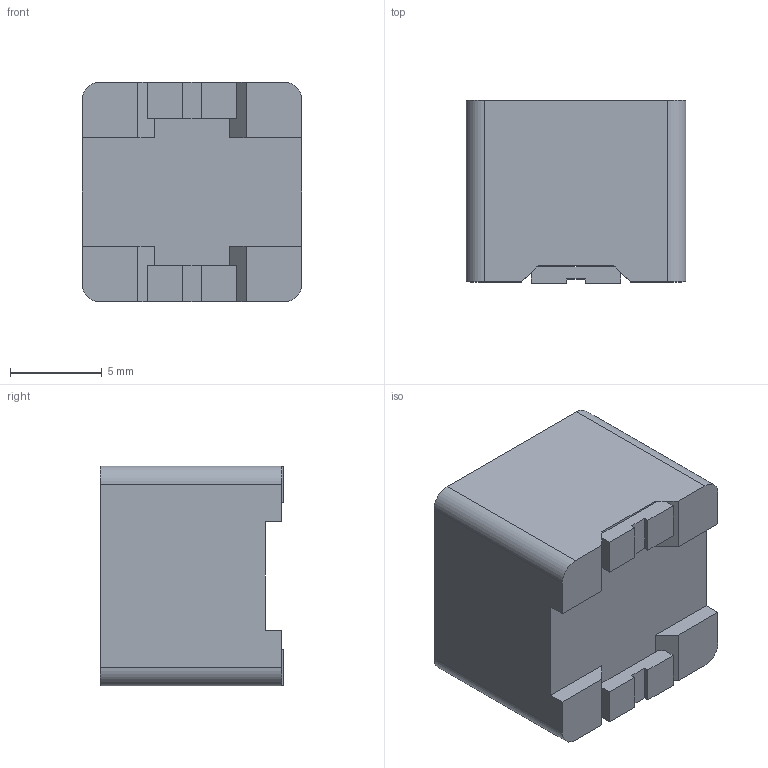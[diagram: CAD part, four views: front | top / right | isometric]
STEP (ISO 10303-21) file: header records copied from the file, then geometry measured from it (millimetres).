
FILE_DESCRIPTION (( 'STEP AP214' ), '1' );
FILE_NAME ('srr1210.stp.STEP', '2023-07-12T20:34:40', ( '' ), ( '' ), 'SwSTEP 2.0', 'SolidWorks 2021', '' );
FILE_SCHEMA (( 'AUTOMOTIVE_DESIGN' ));
Length unit declared in the file: millimetre
Products named in the file (1): srr1210.stp
Bounding box: 12 x 10 x 12 mm (x, y, z)
Volume: 1278.5 mm3; surface area: 941.8 mm2
Topology: 1 solids, 1 shells, 63 faces, 179 edges, 116 vertices
Faces by surface type: plane 40, cylinder 17, torus 4, cone 2
Entity records: 2242 total; most frequent: CARTESIAN_POINT 399, ORIENTED_EDGE 358, DIRECTION 339, EDGE_CURVE 179, VECTOR 131, LINE 131, VERTEX_POINT 116, AXIS2_PLACEMENT_3D 104
